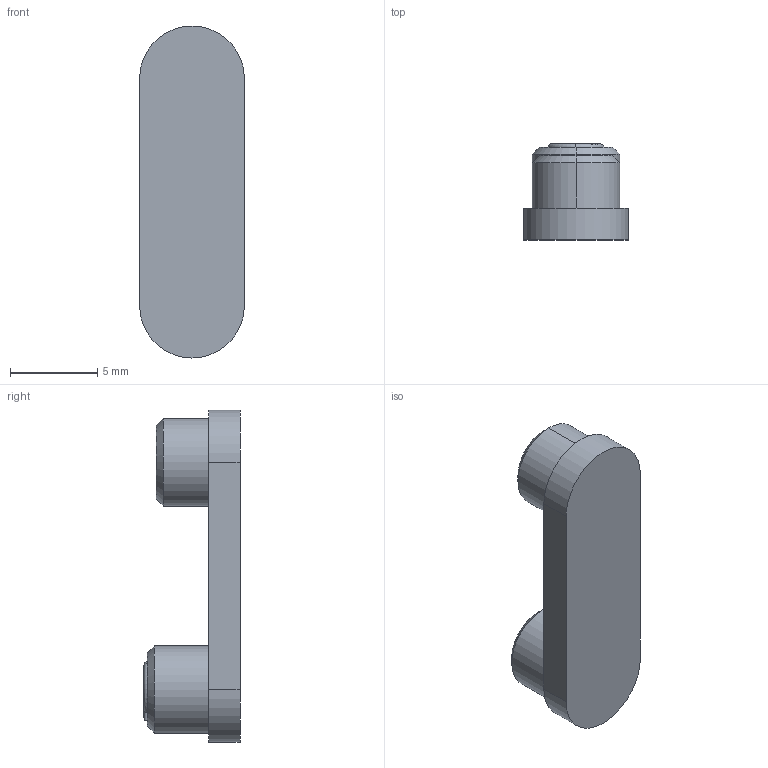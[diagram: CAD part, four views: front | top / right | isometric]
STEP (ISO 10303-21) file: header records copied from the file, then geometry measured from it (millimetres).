
FILE_DESCRIPTION (( 'STEP AP214' ), '1' );
FILE_NAME ('ButtonCover_01.STEP', '2025-06-03T17:12:27', ( '' ), ( '' ), 'SwSTEP 2.0', 'SolidWorks 2024', '' );
FILE_SCHEMA (( 'AUTOMOTIVE_DESIGN' ));
Length unit declared in the file: millimetre
Products named in the file (1): ButtonCover_01
Bounding box: 6 x 5.5 x 19 mm (x, y, z)
Volume: 317.2 mm3; surface area: 389.7 mm2
Topology: 1 solids, 1 shells, 31 faces, 71 edges, 46 vertices
Faces by surface type: cylinder 13, plane 10, torus 4, cone 4
Entity records: 916 total; most frequent: CARTESIAN_POINT 191, DIRECTION 151, ORIENTED_EDGE 142, EDGE_CURVE 71, AXIS2_PLACEMENT_3D 60, VERTEX_POINT 46, EDGE_LOOP 35, FACE_OUTER_BOUND 31
